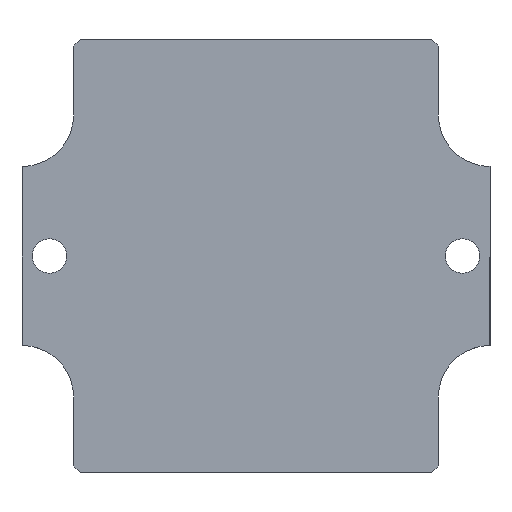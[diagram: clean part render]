
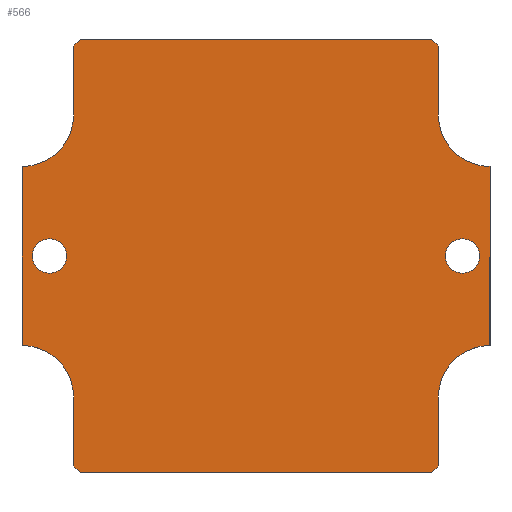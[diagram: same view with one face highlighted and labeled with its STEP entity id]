
A CAD part, top view. The second image highlights one B-rep face of the part: STEP entity #566.
In plain terms, the highlighted planar face has unit normal (0, 0, 1).
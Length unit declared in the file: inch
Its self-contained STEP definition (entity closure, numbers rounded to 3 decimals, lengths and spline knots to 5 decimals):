
#3 = EDGE_CURVE ( 'NONE', #254, #216, #357, .T. ) ;
#15 = DIRECTION ( 'NONE',  ( 1., 0., 0. ) ) ;
#19 = AXIS2_PLACEMENT_3D ( 'NONE', #144, #42, #148 ) ;
#23 = DIRECTION ( 'NONE',  ( -0.707, -0.707, 0. ) ) ;
#24 = CARTESIAN_POINT ( 'NONE',  ( -0.93209, -1.40883, 0.01969 ) ) ;
#28 = FACE_BOUND ( 'NONE', #532, .T. ) ;
#31 = VERTEX_POINT ( 'NONE', #617 ) ;
#37 = ORIENTED_EDGE ( 'NONE', *, *, #314, .F. ) ;
#42 = DIRECTION ( 'NONE',  ( 0., 0., -1. ) ) ;
#49 = CARTESIAN_POINT ( 'NONE',  ( 1.15453, -1.40883, 0.01969 ) ) ;
#50 = ORIENTED_EDGE ( 'NONE', *, *, #526, .T. ) ;
#51 = LINE ( 'NONE', #549, #136 ) ;
#54 = LINE ( 'NONE', #90, #154 ) ;
#59 = ORIENTED_EDGE ( 'NONE', *, *, #227, .F. ) ;
#62 = EDGE_CURVE ( 'NONE', #213, #267, #581, .T. ) ;
#65 = VECTOR ( 'NONE', #380, 39.37008 ) ;
#68 = ORIENTED_EDGE ( 'NONE', *, *, #653, .F. ) ;
#69 = DIRECTION ( 'NONE',  ( 0., -1., 0. ) ) ;
#70 = DIRECTION ( 'NONE',  ( 1., 0., 0. ) ) ;
#71 = VECTOR ( 'NONE', #458, 39.37008 ) ;
#72 = CARTESIAN_POINT ( 'NONE',  ( -0.9124, 0.61873, 0.01969 ) ) ;
#90 = CARTESIAN_POINT ( 'NONE',  ( -0.93209, 0.63842, 0.01969 ) ) ;
#98 = CARTESIAN_POINT ( 'NONE',  ( 1.4498, -1.11355, 0.01969 ) ) ;
#103 = VERTEX_POINT ( 'NONE', #241 ) ;
#117 = DIRECTION ( 'NONE',  ( 1., 0., 0. ) ) ;
#123 = DIRECTION ( 'NONE',  ( 1., 0., 0. ) ) ;
#134 = CARTESIAN_POINT ( 'NONE',  ( -0.9124, -1.82221, 0.01969 ) ) ;
#136 = VECTOR ( 'NONE', #545, 39.37008 ) ;
#141 = EDGE_CURVE ( 'NONE', #440, #405, #508, .T. ) ;
#144 = CARTESIAN_POINT ( 'NONE',  ( 1.29232, -0.60174, 0.01969 ) ) ;
#148 = DIRECTION ( 'NONE',  ( 1., 0., 0. ) ) ;
#154 = VECTOR ( 'NONE', #650, 39.37008 ) ;
#155 = ORIENTED_EDGE ( 'NONE', *, *, #141, .T. ) ;
#157 = CARTESIAN_POINT ( 'NONE',  ( 1.15453, 0.59905, 0.01969 ) ) ;
#163 = ORIENTED_EDGE ( 'NONE', *, *, #606, .F. ) ;
#166 = VECTOR ( 'NONE', #352, 39.37008 ) ;
#167 = ORIENTED_EDGE ( 'NONE', *, *, #476, .F. ) ;
#175 = CARTESIAN_POINT ( 'NONE',  ( 1.15453, 0.63842, 0.01969 ) ) ;
#181 = LINE ( 'NONE', #134, #264 ) ;
#182 = ORIENTED_EDGE ( 'NONE', *, *, #304, .F. ) ;
#186 = ORIENTED_EDGE ( 'NONE', *, *, #217, .F. ) ;
#207 = DIRECTION ( 'NONE',  ( 0., -1., 0. ) ) ;
#209 = ORIENTED_EDGE ( 'NONE', *, *, #366, .F. ) ;
#212 = CARTESIAN_POINT ( 'NONE',  ( -0.93209, -1.8419, 0.01969 ) ) ;
#213 = VERTEX_POINT ( 'NONE', #305 ) ;
#216 = VERTEX_POINT ( 'NONE', #24 ) ;
#217 = EDGE_CURVE ( 'NONE', #456, #546, #297, .T. ) ;
#220 = ORIENTED_EDGE ( 'NONE', *, *, #256, .F. ) ;
#223 = ORIENTED_EDGE ( 'NONE', *, *, #356, .F. ) ;
#227 = EDGE_CURVE ( 'NONE', #660, #31, #181, .T. ) ;
#228 = CARTESIAN_POINT ( 'NONE',  ( 1.4498, 0.20535, 0.01969 ) ) ;
#229 = CARTESIAN_POINT ( 'NONE',  ( -0.93209, 0.20535, 0.01969 ) ) ;
#232 = DIRECTION ( 'NONE',  ( 1., 0., 0. ) ) ;
#235 = CARTESIAN_POINT ( 'NONE',  ( -0.93209, 0.20535, 0.01969 ) ) ;
#241 = CARTESIAN_POINT ( 'NONE',  ( 1.15453, -1.80253, 0.01969 ) ) ;
#254 = VERTEX_POINT ( 'NONE', #537 ) ;
#255 = VECTOR ( 'NONE', #23, 39.37008 ) ;
#256 = EDGE_CURVE ( 'NONE', #440, #103, #423, .T. ) ;
#263 = AXIS2_PLACEMENT_3D ( 'NONE', #228, #621, #117 ) ;
#264 = VECTOR ( 'NONE', #398, 39.37008 ) ;
#266 = DIRECTION ( 'NONE',  ( 0., 0., -1. ) ) ;
#267 = VERTEX_POINT ( 'NONE', #322 ) ;
#269 = DIRECTION ( 'NONE',  ( -1., 0., 0. ) ) ;
#277 = EDGE_CURVE ( 'NONE', #419, #419, #378, .T. ) ;
#278 = CARTESIAN_POINT ( 'NONE',  ( -1.22736, -1.11355, 0.01969 ) ) ;
#280 = VECTOR ( 'NONE', #554, 39.37008 ) ;
#297 = LINE ( 'NONE', #235, #71 ) ;
#298 = ORIENTED_EDGE ( 'NONE', *, *, #601, .F. ) ;
#299 = DIRECTION ( 'NONE',  ( 0., -1., 0. ) ) ;
#304 = EDGE_CURVE ( 'NONE', #421, #363, #51, .T. ) ;
#305 = CARTESIAN_POINT ( 'NONE',  ( 1.4498, -0.08993, 0.01969 ) ) ;
#314 = EDGE_CURVE ( 'NONE', #664, #660, #434, .T. ) ;
#321 = CARTESIAN_POINT ( 'NONE',  ( -0.97146, -0.60174, 0.01969 ) ) ;
#322 = CARTESIAN_POINT ( 'NONE',  ( 1.15453, 0.20535, 0.01969 ) ) ;
#323 = ORIENTED_EDGE ( 'NONE', *, *, #491, .F. ) ;
#324 = VECTOR ( 'NONE', #207, 39.37008 ) ;
#328 = CARTESIAN_POINT ( 'NONE',  ( -1.22736, 0.20535, 0.01969 ) ) ;
#333 = CARTESIAN_POINT ( 'NONE',  ( 1.15453, -1.40883, 0.01969 ) ) ;
#334 = CARTESIAN_POINT ( 'NONE',  ( -1.22736, -1.40883, 0.01969 ) ) ;
#343 = CARTESIAN_POINT ( 'NONE',  ( 0.11122, -0.60174, 0.01969 ) ) ;
#345 = ORIENTED_EDGE ( 'NONE', *, *, #3, .T. ) ;
#349 = LINE ( 'NONE', #72, #166 ) ;
#352 = DIRECTION ( 'NONE',  ( 0.707, 0.707, 0. ) ) ;
#355 = VERTEX_POINT ( 'NONE', #420 ) ;
#356 = EDGE_CURVE ( 'NONE', #31, #216, #661, .T. ) ;
#357 = CIRCLE ( 'NONE', #414, 0.29528 ) ;
#363 = VERTEX_POINT ( 'NONE', #157 ) ;
#366 = EDGE_CURVE ( 'NONE', #399, #421, #54, .T. ) ;
#371 = ORIENTED_EDGE ( 'NONE', *, *, #62, .T. ) ;
#372 = AXIS2_PLACEMENT_3D ( 'NONE', #328, #506, #15 ) ;
#378 = CIRCLE ( 'NONE', #19, 0.09843 ) ;
#380 = DIRECTION ( 'NONE',  ( 0., 1., 0. ) ) ;
#385 = EDGE_LOOP ( 'NONE', ( #484 ) ) ;
#398 = DIRECTION ( 'NONE',  ( -0.707, 0.707, 0. ) ) ;
#399 = VERTEX_POINT ( 'NONE', #705 ) ;
#405 = VERTEX_POINT ( 'NONE', #98 ) ;
#407 = DIRECTION ( 'NONE',  ( 1., 0., 0. ) ) ;
#410 = LINE ( 'NONE', #578, #255 ) ;
#412 = AXIS2_PLACEMENT_3D ( 'NONE', #635, #689, #407 ) ;
#414 = AXIS2_PLACEMENT_3D ( 'NONE', #334, #676, #70 ) ;
#415 = EDGE_CURVE ( 'NONE', #494, #494, #657, .T. ) ;
#419 = VERTEX_POINT ( 'NONE', #602 ) ;
#420 = CARTESIAN_POINT ( 'NONE',  ( -1.22736, -0.08993, 0.01969 ) ) ;
#421 = VERTEX_POINT ( 'NONE', #563 ) ;
#423 = LINE ( 'NONE', #49, #324 ) ;
#434 = LINE ( 'NONE', #479, #474 ) ;
#440 = VERTEX_POINT ( 'NONE', #333 ) ;
#441 = AXIS2_PLACEMENT_3D ( 'NONE', #603, #266, #232 ) ;
#447 = CARTESIAN_POINT ( 'NONE',  ( -0.93209, 0.59905, 0.01969 ) ) ;
#454 = AXIS2_PLACEMENT_3D ( 'NONE', #343, #459, #123 ) ;
#456 = VERTEX_POINT ( 'NONE', #229 ) ;
#457 = PLANE ( 'NONE',  #454 ) ;
#458 = DIRECTION ( 'NONE',  ( 0., 1., 0. ) ) ;
#459 = DIRECTION ( 'NONE',  ( 0., 0., 1. ) ) ;
#466 = VECTOR ( 'NONE', #69, 39.37008 ) ;
#474 = VECTOR ( 'NONE', #269, 39.37008 ) ;
#476 = EDGE_CURVE ( 'NONE', #363, #267, #497, .T. ) ;
#479 = CARTESIAN_POINT ( 'NONE',  ( 1.15453, -1.8419, 0.01969 ) ) ;
#484 = ORIENTED_EDGE ( 'NONE', *, *, #277, .T. ) ;
#491 = EDGE_CURVE ( 'NONE', #254, #355, #611, .T. ) ;
#492 = ORIENTED_EDGE ( 'NONE', *, *, #415, .T. ) ;
#494 = VERTEX_POINT ( 'NONE', #321 ) ;
#497 = LINE ( 'NONE', #175, #466 ) ;
#506 = DIRECTION ( 'NONE',  ( 0., 0., -1. ) ) ;
#508 = CIRCLE ( 'NONE', #412, 0.29528 ) ;
#517 = CARTESIAN_POINT ( 'NONE',  ( 1.4498, -0.08993, 0.01969 ) ) ;
#524 = CARTESIAN_POINT ( 'NONE',  ( -0.89272, -1.8419, 0.01969 ) ) ;
#526 = EDGE_CURVE ( 'NONE', #456, #355, #540, .T. ) ;
#532 = EDGE_LOOP ( 'NONE', ( #492 ) ) ;
#537 = CARTESIAN_POINT ( 'NONE',  ( -1.22736, -1.11355, 0.01969 ) ) ;
#538 = VECTOR ( 'NONE', #299, 39.37008 ) ;
#540 = CIRCLE ( 'NONE', #372, 0.29528 ) ;
#545 = DIRECTION ( 'NONE',  ( 0.707, -0.707, 0. ) ) ;
#546 = VERTEX_POINT ( 'NONE', #447 ) ;
#549 = CARTESIAN_POINT ( 'NONE',  ( 1.13484, 0.61873, 0.01969 ) ) ;
#554 = DIRECTION ( 'NONE',  ( 0., 1., 0. ) ) ;
#563 = CARTESIAN_POINT ( 'NONE',  ( 1.11516, 0.63842, 0.01969 ) ) ;
#566 = ADVANCED_FACE ( 'NONE', ( #684, #28, #641 ), #457, .T. ) ;
#578 = CARTESIAN_POINT ( 'NONE',  ( 1.13484, -1.82221, 0.01969 ) ) ;
#581 = CIRCLE ( 'NONE', #263, 0.29528 ) ;
#595 = EDGE_LOOP ( 'NONE', ( #371, #167, #182, #209, #298, #186, #50, #323, #345, #223, #59, #37, #163, #220, #155, #68 ) ) ;
#601 = EDGE_CURVE ( 'NONE', #546, #399, #349, .T. ) ;
#602 = CARTESIAN_POINT ( 'NONE',  ( 1.39075, -0.60174, 0.01969 ) ) ;
#603 = CARTESIAN_POINT ( 'NONE',  ( -1.06988, -0.60174, 0.01969 ) ) ;
#606 = EDGE_CURVE ( 'NONE', #103, #664, #410, .T. ) ;
#611 = LINE ( 'NONE', #278, #280 ) ;
#617 = CARTESIAN_POINT ( 'NONE',  ( -0.93209, -1.80253, 0.01969 ) ) ;
#621 = DIRECTION ( 'NONE',  ( 0., 0., -1. ) ) ;
#635 = CARTESIAN_POINT ( 'NONE',  ( 1.4498, -1.40883, 0.01969 ) ) ;
#641 = FACE_OUTER_BOUND ( 'NONE', #595, .T. ) ;
#650 = DIRECTION ( 'NONE',  ( 1., 0., 0. ) ) ;
#653 = EDGE_CURVE ( 'NONE', #213, #405, #682, .T. ) ;
#657 = CIRCLE ( 'NONE', #441, 0.09843 ) ;
#660 = VERTEX_POINT ( 'NONE', #524 ) ;
#661 = LINE ( 'NONE', #212, #65 ) ;
#664 = VERTEX_POINT ( 'NONE', #695 ) ;
#676 = DIRECTION ( 'NONE',  ( 0., 0., -1. ) ) ;
#682 = LINE ( 'NONE', #517, #538 ) ;
#684 = FACE_BOUND ( 'NONE', #385, .T. ) ;
#689 = DIRECTION ( 'NONE',  ( 0., 0., -1. ) ) ;
#695 = CARTESIAN_POINT ( 'NONE',  ( 1.11516, -1.8419, 0.01969 ) ) ;
#705 = CARTESIAN_POINT ( 'NONE',  ( -0.89272, 0.63842, 0.01969 ) ) ;
